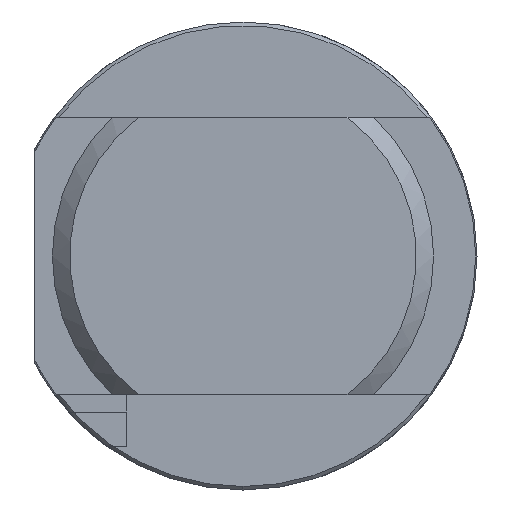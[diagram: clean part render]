
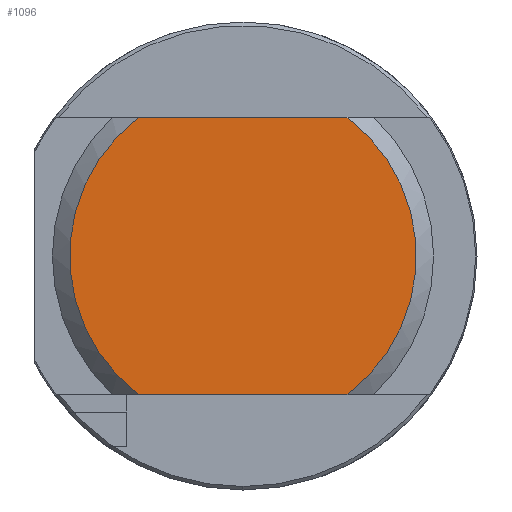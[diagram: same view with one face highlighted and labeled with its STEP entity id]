
A CAD part, left-side view. The second image highlights one B-rep face of the part: STEP entity #1096.
In plain terms, the highlighted planar face has unit normal (-1, 0, 0).
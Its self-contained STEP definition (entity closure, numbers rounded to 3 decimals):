
#186 = ORIENTED_EDGE ( 'NONE', *, *, #2379, .T. ) ;
#189 = ORIENTED_EDGE ( 'NONE', *, *, #2393, .F. ) ;
#263 = ORIENTED_EDGE ( 'NONE', *, *, #2392, .T. ) ;
#265 = ORIENTED_EDGE ( 'NONE', *, *, #2391, .F. ) ;
#930 = CARTESIAN_POINT ( 'NONE',  ( 0., -6., 8. ) ) ;
#962 = CARTESIAN_POINT ( 'NONE',  ( 0., -6., -8. ) ) ;
#1016 = CARTESIAN_POINT ( 'NONE',  ( 0., 6., 8. ) ) ;
#1017 = CARTESIAN_POINT ( 'NONE',  ( 0., 6., -8. ) ) ;
#1096 = ADVANCED_FACE ( 'NONE', ( #3993 ), #4669, .F. ) ;
#1506 = CIRCLE ( 'NONE', #2832, 10. ) ;
#1508 = LINE ( 'NONE', #2179, #1515 ) ;
#1513 = LINE ( 'NONE', #2174, #1514 ) ;
#1514 = VECTOR ( 'NONE', #2175, 1000. ) ;
#1515 = VECTOR ( 'NONE', #2180, 1000. ) ;
#1519 = CIRCLE ( 'NONE', #2837, 10. ) ;
#2129 = CARTESIAN_POINT ( 'NONE',  ( 0., 0., 0. ) ) ;
#2134 = DIRECTION ( 'NONE',  ( -1., 0., 0. ) ) ;
#2135 = DIRECTION ( 'NONE',  ( 0., 0., -1. ) ) ;
#2165 = CARTESIAN_POINT ( 'NONE',  ( 0., 0., 0. ) ) ;
#2174 = CARTESIAN_POINT ( 'NONE',  ( 0., 12.75, -8. ) ) ;
#2175 = DIRECTION ( 'NONE',  ( 0., 1., 0. ) ) ;
#2177 = DIRECTION ( 'NONE',  ( -1., 0., 0. ) ) ;
#2178 = DIRECTION ( 'NONE',  ( 0., 0., -1. ) ) ;
#2179 = CARTESIAN_POINT ( 'NONE',  ( 0., 12.75, 8. ) ) ;
#2180 = DIRECTION ( 'NONE',  ( 0., -1., 0. ) ) ;
#2379 = EDGE_CURVE ( 'NONE', #4339, #4314, #1506, .T. ) ;
#2391 = EDGE_CURVE ( 'NONE', #4339, #4466, #1513, .T. ) ;
#2392 = EDGE_CURVE ( 'NONE', #4465, #4466, #1519, .T. ) ;
#2393 = EDGE_CURVE ( 'NONE', #4465, #4314, #1508, .T. ) ;
#2605 = AXIS2_PLACEMENT_3D ( 'NONE', #4668, #4670, #4671 ) ;
#2832 = AXIS2_PLACEMENT_3D ( 'NONE', #2129, #2134, #2135 ) ;
#2837 = AXIS2_PLACEMENT_3D ( 'NONE', #2165, #2177, #2178 ) ;
#3916 = EDGE_LOOP ( 'NONE', ( #263, #265, #186, #189 ) ) ;
#3993 = FACE_OUTER_BOUND ( 'NONE', #3916, .T. ) ;
#4314 = VERTEX_POINT ( 'NONE', #930 ) ;
#4339 = VERTEX_POINT ( 'NONE', #962 ) ;
#4465 = VERTEX_POINT ( 'NONE', #1016 ) ;
#4466 = VERTEX_POINT ( 'NONE', #1017 ) ;
#4668 = CARTESIAN_POINT ( 'NONE',  ( 0., 0., 0. ) ) ;
#4669 = PLANE ( 'NONE',  #2605 ) ;
#4670 = DIRECTION ( 'NONE',  ( 1., 0., 0. ) ) ;
#4671 = DIRECTION ( 'NONE',  ( 0., 0., -1. ) ) ;
